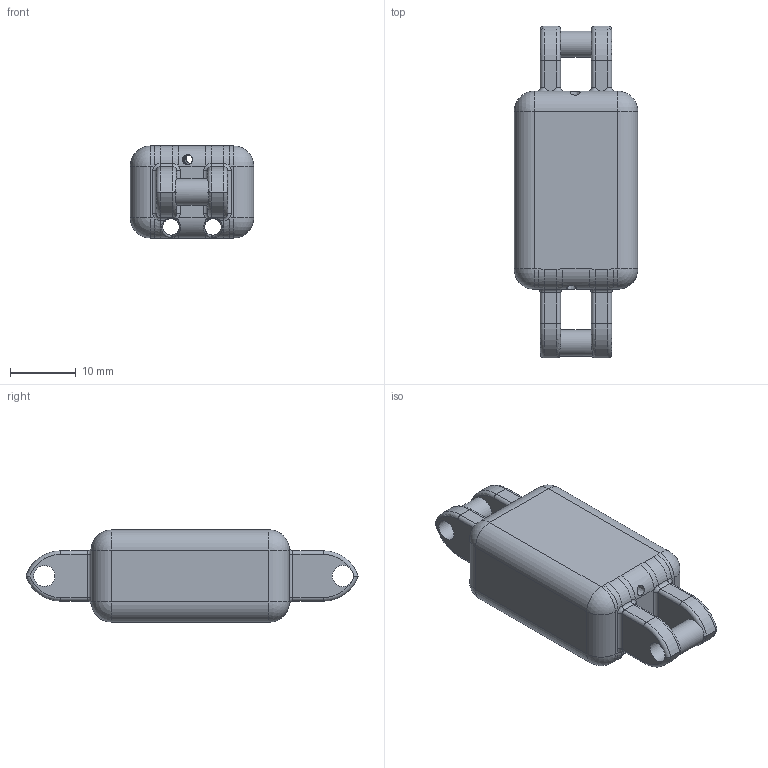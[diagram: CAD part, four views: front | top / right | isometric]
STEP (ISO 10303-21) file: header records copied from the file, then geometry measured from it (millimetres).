
FILE_DESCRIPTION(/* description */ ('STEP AP242 Edition 2','CAx-IF Rec.Pracs.---Representation and Presentation of Product Manufacturing Information (PMI)---4.0---2014-10-13','CAx-IF Rec.Pracs.---3D Tessellated Geometry---0.4---2014-09-14','2;1','CAx-IF Rec.Pracs.---User Defined Attributes---1.5---2016-08-15'),/* implementation_level */ '2;1');
FILE_NAME(/* name */ '6926a6eb630f6ec4547a5391',/* time_stamp */ '2025-11-26T07:06:20Z',/* author */ (''),/* organization */ (''),/* preprocessor_version */ 'ST-DEVELOPER v20',/* originating_system */ 'ONSHAPE BY PTC INC, 1.207',/* authorisation */ ' ');
FILE_SCHEMA (('AP242_MANAGED_MODEL_BASED_3D_ENGINEERING_MIM_LF { 1 0 10303 442 3 1 4 }'));
Length unit declared in the file: metre
Products named in the file (1): Index2
Bounding box: 18.72 x 50.31 x 13.97 mm (x, y, z)
Volume: 7789.6 mm3; surface area: 3630.7 mm2
Topology: 1 solids, 1 shells, 171 faces, 424 edges, 237 vertices
Faces by surface type: cylinder 64, plane 42, torus 32, bspline 25, sphere 8
Full cylindrical faces by diameter (mm): 2.5 x2, 3.2 x2, 4 x2
Entity records: 5709 total; most frequent: CARTESIAN_POINT 1871, DIRECTION 816, ORIENTED_EDGE 804, EDGE_CURVE 402, AXIS2_PLACEMENT_3D 345, VERTEX_POINT 232, CIRCLE 198, EDGE_LOOP 184
